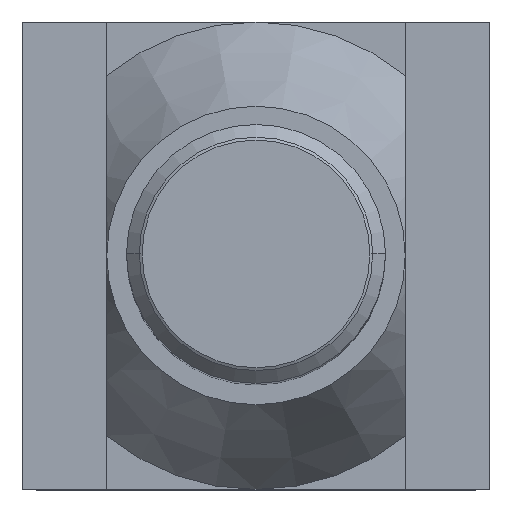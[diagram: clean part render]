
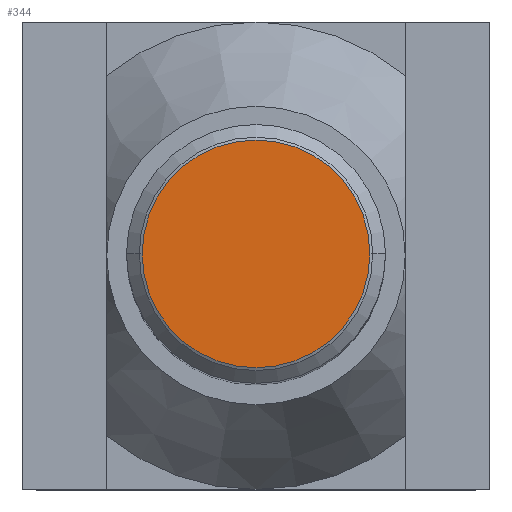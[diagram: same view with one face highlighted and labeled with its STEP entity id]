
A CAD part, top view. The second image highlights one B-rep face of the part: STEP entity #344.
In plain terms, the highlighted planar face has unit normal (0, 0, 1).
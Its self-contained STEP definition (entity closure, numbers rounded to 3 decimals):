
#164=EDGE_CURVE('',#222,#292,#424,.T.);
#222=VERTEX_POINT('',#489);
#292=VERTEX_POINT('',#561);
#342=EDGE_CURVE('',#292,#222,#619,.T.);
#344=ADVANCED_FACE('',(#621),#622,.T.);
#424=CIRCLE('',#699,15.835);
#489=CARTESIAN_POINT('',(-15.835,0.,160.0));
#561=CARTESIAN_POINT('',(15.835,0.,160.0));
#619=CIRCLE('',#1009,15.835);
#621=FACE_OUTER_BOUND('',#1011,.T.);
#622=PLANE('',#1012);
#699=AXIS2_PLACEMENT_3D('',#1110,#1111,#1112);
#1009=AXIS2_PLACEMENT_3D('',#1311,#1312,#1313);
#1011=EDGE_LOOP('',(#1315,#1316));
#1012=AXIS2_PLACEMENT_3D('',#1317,#1318,#1319);
#1110=CARTESIAN_POINT('',(0.0,0.,160.0));
#1111=DIRECTION('',(0.0,-0.0,1.0));
#1112=DIRECTION('',(1.0,0.,0.0));
#1311=CARTESIAN_POINT('',(0.0,0.,160.0));
#1312=DIRECTION('',(0.0,-0.0,1.0));
#1313=DIRECTION('',(1.0,0.,0.0));
#1315=ORIENTED_EDGE('',*,*,#342,.T.);
#1316=ORIENTED_EDGE('',*,*,#164,.T.);
#1317=CARTESIAN_POINT('',(-8.,0.,160.0));
#1318=DIRECTION('',(0.0,0.0,1.0));
#1319=DIRECTION('',(-1.0,0.,0.0));
